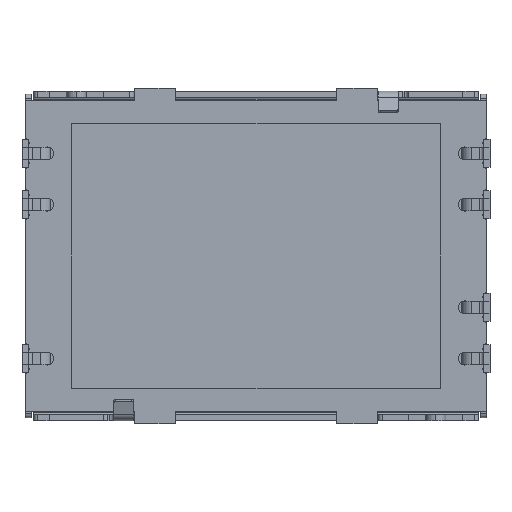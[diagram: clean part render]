
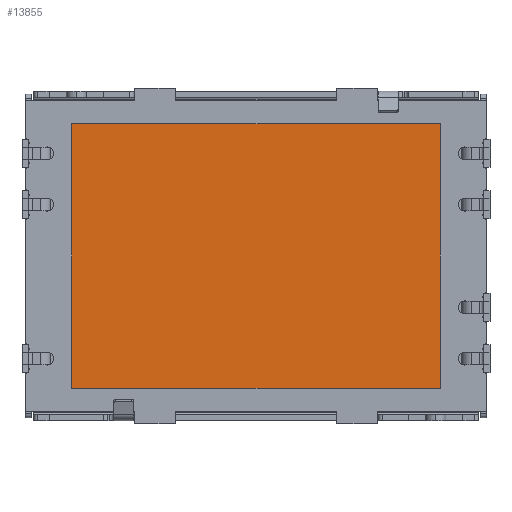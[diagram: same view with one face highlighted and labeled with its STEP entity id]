
A CAD part, front view. The second image highlights one B-rep face of the part: STEP entity #13855.
In plain terms, the highlighted planar face has unit normal (0, -1, 0).
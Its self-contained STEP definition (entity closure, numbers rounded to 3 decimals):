
#214 = CARTESIAN_POINT ( 'NONE',  ( -9.13, 0.6, 6.55 ) ) ;
#712 = ORIENTED_EDGE ( 'NONE', *, *, #17847, .F. ) ;
#1190 = EDGE_CURVE ( 'NONE', #2779, #6595, #12097, .T. ) ;
#2146 = VERTEX_POINT ( 'NONE', #15403 ) ;
#2233 = LINE ( 'NONE', #214, #10683 ) ;
#2655 = ORIENTED_EDGE ( 'NONE', *, *, #4657, .F. ) ;
#2768 = AXIS2_PLACEMENT_3D ( 'NONE', #13806, #11764, #12354 ) ;
#2779 = VERTEX_POINT ( 'NONE', #15339 ) ;
#4657 = EDGE_CURVE ( 'NONE', #2146, #17104, #19527, .T. ) ;
#6595 = VERTEX_POINT ( 'NONE', #10278 ) ;
#6824 = VECTOR ( 'NONE', #17746, 1000. ) ;
#7368 = FACE_OUTER_BOUND ( 'NONE', #14335, .T. ) ;
#10278 = CARTESIAN_POINT ( 'NONE',  ( -9.13, 0.6, 6.55 ) ) ;
#10574 = EDGE_CURVE ( 'NONE', #6595, #2146, #2233, .T. ) ;
#10683 = VECTOR ( 'NONE', #18065, 1000. ) ;
#10705 = VECTOR ( 'NONE', #12380, 1000. ) ;
#11764 = DIRECTION ( 'NONE',  ( 0., 1., 0. ) ) ;
#12097 = LINE ( 'NONE', #19785, #6824 ) ;
#12354 = DIRECTION ( 'NONE',  ( 0., 0., 1. ) ) ;
#12380 = DIRECTION ( 'NONE',  ( -1., 0., 0. ) ) ;
#13806 = CARTESIAN_POINT ( 'NONE',  ( 0., 0.6, 0. ) ) ;
#13855 = ADVANCED_FACE ( 'NONE', ( #7368 ), #15868, .F. ) ;
#14335 = EDGE_LOOP ( 'NONE', ( #18350, #712, #2655, #15075 ) ) ;
#14435 = CARTESIAN_POINT ( 'NONE',  ( -9.13, 0.6, -6.55 ) ) ;
#15075 = ORIENTED_EDGE ( 'NONE', *, *, #10574, .F. ) ;
#15102 = CARTESIAN_POINT ( 'NONE',  ( 9.13, 0.6, -6.55 ) ) ;
#15329 = VECTOR ( 'NONE', #15468, 1000. ) ;
#15339 = CARTESIAN_POINT ( 'NONE',  ( -9.13, 0.6, -6.55 ) ) ;
#15403 = CARTESIAN_POINT ( 'NONE',  ( 9.13, 0.6, 6.55 ) ) ;
#15468 = DIRECTION ( 'NONE',  ( 0., 0., -1. ) ) ;
#15868 = PLANE ( 'NONE',  #2768 ) ;
#16477 = LINE ( 'NONE', #14435, #10705 ) ;
#17104 = VERTEX_POINT ( 'NONE', #15102 ) ;
#17497 = CARTESIAN_POINT ( 'NONE',  ( 9.13, 0.6, -6.55 ) ) ;
#17746 = DIRECTION ( 'NONE',  ( 0., 0., 1. ) ) ;
#17847 = EDGE_CURVE ( 'NONE', #17104, #2779, #16477, .T. ) ;
#18065 = DIRECTION ( 'NONE',  ( 1., 0., 0. ) ) ;
#18350 = ORIENTED_EDGE ( 'NONE', *, *, #1190, .F. ) ;
#19527 = LINE ( 'NONE', #17497, #15329 ) ;
#19785 = CARTESIAN_POINT ( 'NONE',  ( -9.13, 0.6, -6.55 ) ) ;
